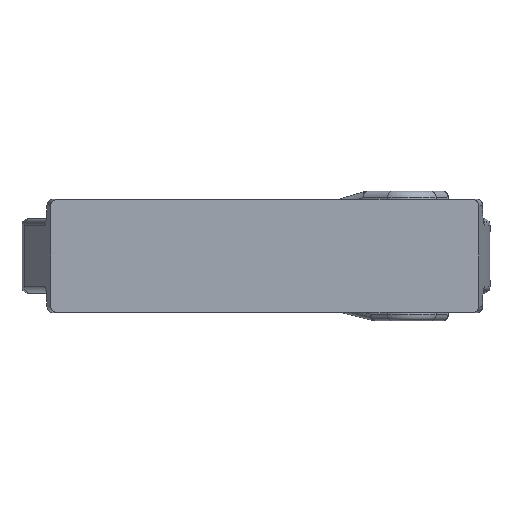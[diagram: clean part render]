
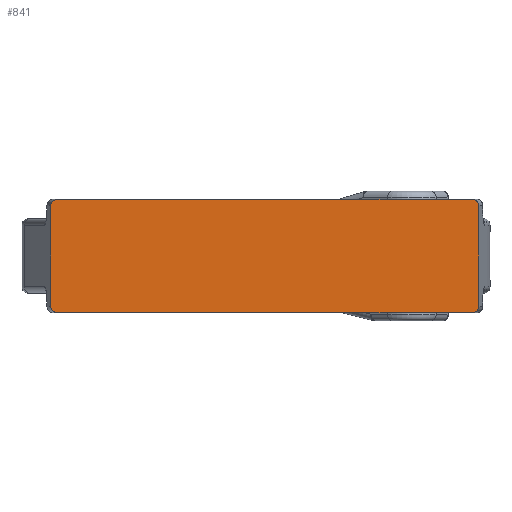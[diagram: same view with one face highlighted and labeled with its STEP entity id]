
A CAD part, front view. The second image highlights one B-rep face of the part: STEP entity #841.
In plain terms, the highlighted planar face has unit normal (0, -1, 0).
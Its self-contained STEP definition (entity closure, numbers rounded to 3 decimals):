
#669=ELLIPSE('',#6960,2.031,2.);
#670=ELLIPSE('',#6961,2.031,2.);
#671=ELLIPSE('',#6962,2.031,2.);
#672=ELLIPSE('',#6963,2.031,2.);
#841=ADVANCED_FACE('',(#1400),#1182,.F.);
#1182=PLANE('',#6964);
#1400=FACE_OUTER_BOUND('',#1813,.T.);
#1813=EDGE_LOOP('',(#2836,#2837,#2838,#2839,#2840,#2841,#2842,#2843));
#2836=ORIENTED_EDGE('',*,*,#5229,.F.);
#2837=ORIENTED_EDGE('',*,*,#5230,.T.);
#2838=ORIENTED_EDGE('',*,*,#5222,.T.);
#2839=ORIENTED_EDGE('',*,*,#5231,.T.);
#2840=ORIENTED_EDGE('',*,*,#5232,.T.);
#2841=ORIENTED_EDGE('',*,*,#5233,.T.);
#2842=ORIENTED_EDGE('',*,*,#5234,.F.);
#2843=ORIENTED_EDGE('',*,*,#5235,.T.);
#4565=VERTEX_POINT('',#9907);
#4566=VERTEX_POINT('',#9909);
#4571=VERTEX_POINT('',#9922);
#4572=VERTEX_POINT('',#9923);
#4573=VERTEX_POINT('',#9926);
#4574=VERTEX_POINT('',#9928);
#4575=VERTEX_POINT('',#9930);
#4576=VERTEX_POINT('',#9932);
#5222=EDGE_CURVE('',#4566,#4565,#6005,.T.);
#5229=EDGE_CURVE('',#4571,#4572,#6010,.T.);
#5230=EDGE_CURVE('',#4571,#4566,#669,.T.);
#5231=EDGE_CURVE('',#4565,#4573,#670,.T.);
#5232=EDGE_CURVE('',#4573,#4574,#6011,.T.);
#5233=EDGE_CURVE('',#4574,#4575,#671,.T.);
#5234=EDGE_CURVE('',#4576,#4575,#6012,.T.);
#5235=EDGE_CURVE('',#4576,#4572,#672,.T.);
#6005=LINE('',#9908,#6429);
#6010=LINE('',#9921,#6434);
#6011=LINE('',#9927,#6435);
#6012=LINE('',#9931,#6436);
#6429=VECTOR('',#7795,1.);
#6434=VECTOR('',#7806,1.);
#6435=VECTOR('',#7811,1.);
#6436=VECTOR('',#7814,1.);
#6960=AXIS2_PLACEMENT_3D('',#9924,#7807,#7808);
#6961=AXIS2_PLACEMENT_3D('',#9925,#7809,#7810);
#6962=AXIS2_PLACEMENT_3D('',#9929,#7812,#7813);
#6963=AXIS2_PLACEMENT_3D('',#9933,#7815,#7816);
#6964=AXIS2_PLACEMENT_3D('',#9934,#7817,#7818);
#7795=DIRECTION('',(0.,0.,-1.));
#7806=DIRECTION('',(1.,0.,0.));
#7807=DIRECTION('',(0.,-1.,0.));
#7808=DIRECTION('',(-1.,0.,0.));
#7809=DIRECTION('',(0.,-1.,0.));
#7810=DIRECTION('',(1.,0.,0.));
#7811=DIRECTION('',(1.,0.,0.));
#7812=DIRECTION('',(0.,-1.,0.));
#7813=DIRECTION('',(1.,0.,0.));
#7814=DIRECTION('',(0.,0.,-1.));
#7815=DIRECTION('',(0.,-1.,0.));
#7816=DIRECTION('',(-1.,0.,0.));
#7817=DIRECTION('',(0.,1.,0.));
#7818=DIRECTION('',(0.,0.,1.));
#9907=CARTESIAN_POINT('',(0.,0.,2.));
#9908=CARTESIAN_POINT('',(0.,0.,35.));
#9909=CARTESIAN_POINT('',(0.,0.,33.));
#9921=CARTESIAN_POINT('',(0.,0.,35.));
#9922=CARTESIAN_POINT('',(2.031,0.,35.));
#9923=CARTESIAN_POINT('',(129.969,0.,35.));
#9924=CARTESIAN_POINT('',(2.031,0.,33.));
#9925=CARTESIAN_POINT('',(2.031,0.,2.));
#9926=CARTESIAN_POINT('',(2.031,0.,0.));
#9927=CARTESIAN_POINT('',(0.,0.,0.));
#9928=CARTESIAN_POINT('',(129.969,0.,0.));
#9929=CARTESIAN_POINT('',(129.969,0.,2.));
#9930=CARTESIAN_POINT('',(132.,0.,2.));
#9931=CARTESIAN_POINT('',(132.,0.,35.));
#9932=CARTESIAN_POINT('',(132.,0.,33.));
#9933=CARTESIAN_POINT('',(129.969,0.,33.));
#9934=CARTESIAN_POINT('',(0.,0.,35.));
